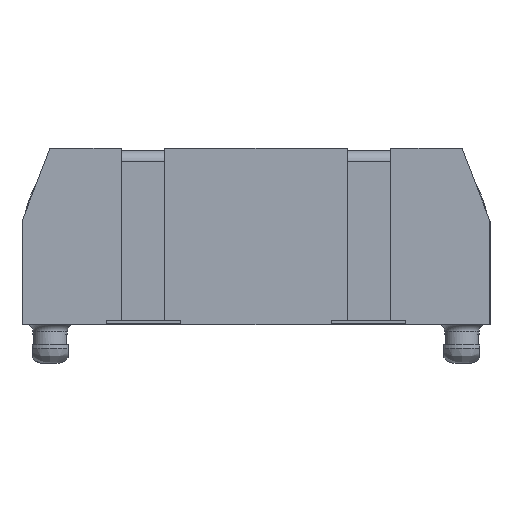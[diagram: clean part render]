
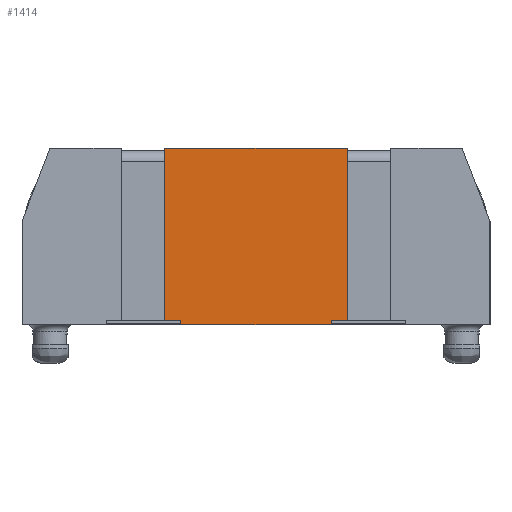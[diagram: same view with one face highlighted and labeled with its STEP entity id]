
A CAD part, left-side view. The second image highlights one B-rep face of the part: STEP entity #1414.
In plain terms, the highlighted planar face has unit normal (-1, 0, 0).
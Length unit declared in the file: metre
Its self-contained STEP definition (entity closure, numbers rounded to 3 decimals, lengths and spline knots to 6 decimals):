
#1346 = EDGE_CURVE( '', #3563, #3564, #3565, .T. );
#1414 = ADVANCED_FACE( '', ( #3674 ), #3675, .F. );
#2036 = EDGE_CURVE( '', #4568, #4510, #4569, .T. );
#2106 = EDGE_CURVE( '', #3563, #4568, #4658, .T. );
#2790 = EDGE_CURVE( '', #4510, #3564, #5493, .T. );
#3563 = VERTEX_POINT( '', #6516 );
#3564 = VERTEX_POINT( '', #6517 );
#3565 = LINE( '', #6518, #6519 );
#3674 = FACE_OUTER_BOUND( '', #6669, .T. );
#3675 = PLANE( '', #6670 );
#4510 = VERTEX_POINT( '', #8022 );
#4568 = VERTEX_POINT( '', #8107 );
#4569 = LINE( '', #8108, #8109 );
#4658 = LINE( '', #8249, #8250 );
#5493 = LINE( '', #9690, #9691 );
#6516 = CARTESIAN_POINT( '', ( -0.038547, -0.007725, 0.000022 ) );
#6517 = CARTESIAN_POINT( '', ( -0.038547, 0.007763, 0.000022 ) );
#6518 = CARTESIAN_POINT( '', ( -0.038547, -0.007725, 0.000022 ) );
#6519 = VECTOR( '', #10591, 1. );
#6669 = EDGE_LOOP( '', ( #10710, #10711, #10712, #10713 ) );
#6670 = AXIS2_PLACEMENT_3D( '', #10714, #10715, #10716 );
#8022 = CARTESIAN_POINT( '', ( -0.038547, 0.007763, 0.015031 ) );
#8107 = CARTESIAN_POINT( '', ( -0.038547, -0.007725, 0.015031 ) );
#8108 = CARTESIAN_POINT( '', ( -0.038547, -0.007725, 0.015031 ) );
#8109 = VECTOR( '', #11706, 1. );
#8249 = CARTESIAN_POINT( '', ( -0.038547, -0.007725, 0.000122 ) );
#8250 = VECTOR( '', #11846, 1. );
#9690 = CARTESIAN_POINT( '', ( -0.038547, 0.007763, 0.000122 ) );
#9691 = VECTOR( '', #13046, 1. );
#10591 = DIRECTION( '', ( 0., 1., 0. ) );
#10710 = ORIENTED_EDGE( '', *, *, #2790, .T. );
#10711 = ORIENTED_EDGE( '', *, *, #1346, .F. );
#10712 = ORIENTED_EDGE( '', *, *, #2106, .T. );
#10713 = ORIENTED_EDGE( '', *, *, #2036, .T. );
#10714 = CARTESIAN_POINT( '', ( -0.038547, -0.002641, 0.000122 ) );
#10715 = DIRECTION( '', ( 1., 0., 0. ) );
#10716 = DIRECTION( '', ( 0., 0., 1. ) );
#11706 = DIRECTION( '', ( 0., 1., 0. ) );
#11846 = DIRECTION( '', ( 0., 0., 1. ) );
#13046 = DIRECTION( '', ( 0., 0., -1. ) );
